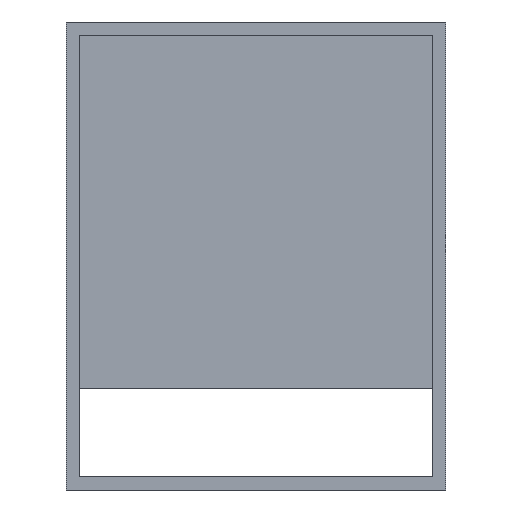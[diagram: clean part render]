
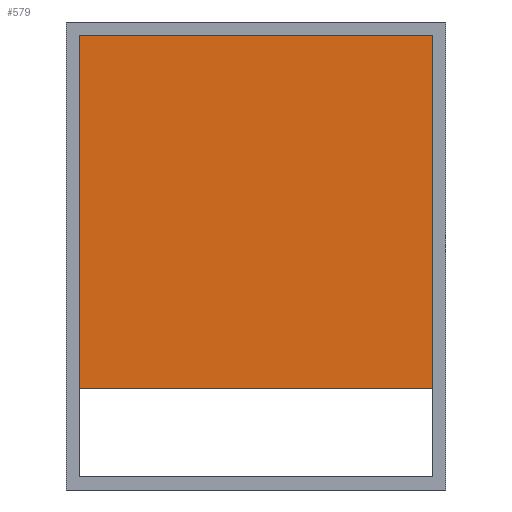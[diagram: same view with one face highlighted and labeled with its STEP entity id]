
A CAD part, front view. The second image highlights one B-rep face of the part: STEP entity #579.
In plain terms, the highlighted planar face has unit normal (0, -1, 0).
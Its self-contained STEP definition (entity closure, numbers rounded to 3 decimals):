
#5 = CARTESIAN_POINT ( 'NONE',  ( 33.2, 0., -33.2 ) ) ;
#20 = CARTESIAN_POINT ( 'NONE',  ( 33.2, 0., -33.2 ) ) ;
#38 = EDGE_LOOP ( 'NONE', ( #186, #594, #225, #616 ) ) ;
#53 = LINE ( 'NONE', #383, #256 ) ;
#77 = CARTESIAN_POINT ( 'NONE',  ( 1.2, 0., -33.2 ) ) ;
#103 = EDGE_CURVE ( 'NONE', #542, #606, #605, .T. ) ;
#134 = VERTEX_POINT ( 'NONE', #77 ) ;
#147 = CARTESIAN_POINT ( 'NONE',  ( 1.2, 0., -1.2 ) ) ;
#162 = CARTESIAN_POINT ( 'NONE',  ( 1.2, 0., -1.2 ) ) ;
#186 = ORIENTED_EDGE ( 'NONE', *, *, #583, .F. ) ;
#193 = VECTOR ( 'NONE', #361, 1000. ) ;
#197 = EDGE_CURVE ( 'NONE', #357, #542, #498, .T. ) ;
#206 = PLANE ( 'NONE',  #597 ) ;
#225 = ORIENTED_EDGE ( 'NONE', *, *, #103, .T. ) ;
#246 = CARTESIAN_POINT ( 'NONE',  ( 0., 0., 0. ) ) ;
#249 = FACE_OUTER_BOUND ( 'NONE', #38, .T. ) ;
#256 = VECTOR ( 'NONE', #577, 1000. ) ;
#257 = DIRECTION ( 'NONE',  ( -1., 0., 0. ) ) ;
#297 = CARTESIAN_POINT ( 'NONE',  ( 33.2, 0., -1.2 ) ) ;
#306 = LINE ( 'NONE', #20, #470 ) ;
#348 = EDGE_CURVE ( 'NONE', #606, #134, #53, .T. ) ;
#357 = VERTEX_POINT ( 'NONE', #5 ) ;
#361 = DIRECTION ( 'NONE',  ( 0., 0., 1. ) ) ;
#383 = CARTESIAN_POINT ( 'NONE',  ( 1.2, 0., -1.2 ) ) ;
#396 = DIRECTION ( 'NONE',  ( 0., 1., 0. ) ) ;
#442 = DIRECTION ( 'NONE',  ( -1., 0., 0. ) ) ;
#470 = VECTOR ( 'NONE', #442, 1000. ) ;
#493 = DIRECTION ( 'NONE',  ( 0., 0., 1. ) ) ;
#498 = LINE ( 'NONE', #611, #193 ) ;
#542 = VERTEX_POINT ( 'NONE', #297 ) ;
#547 = VECTOR ( 'NONE', #257, 1000. ) ;
#577 = DIRECTION ( 'NONE',  ( 0., 0., -1. ) ) ;
#579 = ADVANCED_FACE ( 'NONE', ( #249 ), #206, .F. ) ;
#583 = EDGE_CURVE ( 'NONE', #357, #134, #306, .T. ) ;
#594 = ORIENTED_EDGE ( 'NONE', *, *, #197, .T. ) ;
#597 = AXIS2_PLACEMENT_3D ( 'NONE', #246, #396, #493 ) ;
#605 = LINE ( 'NONE', #162, #547 ) ;
#606 = VERTEX_POINT ( 'NONE', #147 ) ;
#611 = CARTESIAN_POINT ( 'NONE',  ( 33.2, 0., -1.2 ) ) ;
#616 = ORIENTED_EDGE ( 'NONE', *, *, #348, .T. ) ;
